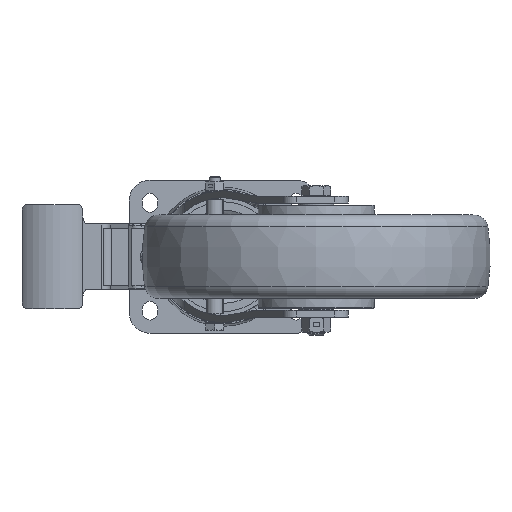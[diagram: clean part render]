
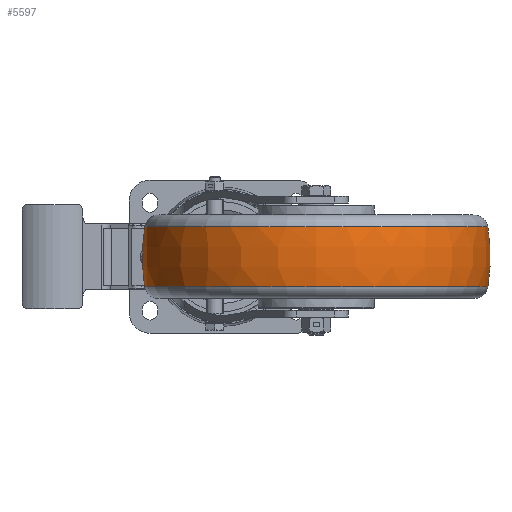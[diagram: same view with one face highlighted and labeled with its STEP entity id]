
A CAD part, front view. The second image highlights one B-rep face of the part: STEP entity #5597.
In plain terms, the highlighted toroidal (fillet/blend) face has major radius 15 mm and minor radius 140 mm.
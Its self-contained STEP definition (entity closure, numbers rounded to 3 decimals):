
#892 = TOROIDAL_SURFACE ( 'NONE', #15480, -15., 140. ) ;
#1348 = CIRCLE ( 'NONE', #32171, 140. ) ;
#1432 = VERTEX_POINT ( 'NONE', #20184 ) ;
#1726 = DIRECTION ( 'NONE',  ( 0., 0., -1. ) ) ;
#1930 = EDGE_LOOP ( 'NONE', ( #13317, #15375, #23481, #10360 ) ) ;
#1999 = AXIS2_PLACEMENT_3D ( 'NONE', #34927, #18334, #1726 ) ;
#2409 = CIRCLE ( 'NONE', #15470, 123.393 ) ;
#2834 = DIRECTION ( 'NONE',  ( 0., 0., 1. ) ) ;
#5275 = CARTESIAN_POINT ( 'NONE',  ( 67., -172., -0.329 ) ) ;
#5386 = DIRECTION ( 'NONE',  ( 1., 0., 0. ) ) ;
#5597 = ADVANCED_FACE ( 'NONE', ( #10832 ), #892, .T. ) ;
#7529 = DIRECTION ( 'NONE',  ( 0., 0., 1. ) ) ;
#10108 = EDGE_CURVE ( 'NONE', #32789, #31864, #1348, .T. ) ;
#10360 = ORIENTED_EDGE ( 'NONE', *, *, #18094, .F. ) ;
#10655 = DIRECTION ( 'NONE',  ( 0., 1., 0. ) ) ;
#10832 = FACE_OUTER_BOUND ( 'NONE', #1930, .T. ) ;
#13317 = ORIENTED_EDGE ( 'NONE', *, *, #10108, .F. ) ;
#13880 = AXIS2_PLACEMENT_3D ( 'NONE', #24161, #7529, #26961 ) ;
#15375 = ORIENTED_EDGE ( 'NONE', *, *, #33273, .T. ) ;
#15470 = AXIS2_PLACEMENT_3D ( 'NONE', #19464, #2834, #22228 ) ;
#15480 = AXIS2_PLACEMENT_3D ( 'NONE', #5275, #21987, #5386 ) ;
#16027 = CARTESIAN_POINT ( 'NONE',  ( 190.393, -172., -21.483 ) ) ;
#16854 = CARTESIAN_POINT ( 'NONE',  ( -56.393, -172., -21.483 ) ) ;
#18094 = EDGE_CURVE ( 'NONE', #31864, #1432, #27014, .T. ) ;
#18334 = DIRECTION ( 'NONE',  ( 0., -1., 0. ) ) ;
#18991 = VERTEX_POINT ( 'NONE', #16027 ) ;
#19464 = CARTESIAN_POINT ( 'NONE',  ( 67., -172., -21.483 ) ) ;
#20184 = CARTESIAN_POINT ( 'NONE',  ( 190.292, -172., 21.475 ) ) ;
#21987 = DIRECTION ( 'NONE',  ( 0., 0., 1. ) ) ;
#22228 = DIRECTION ( 'NONE',  ( 1., 0., 0. ) ) ;
#23481 = ORIENTED_EDGE ( 'NONE', *, *, #25807, .T. ) ;
#23919 = CIRCLE ( 'NONE', #1999, 140. ) ;
#24161 = CARTESIAN_POINT ( 'NONE',  ( 67., -172., 21.475 ) ) ;
#25807 = EDGE_CURVE ( 'NONE', #18991, #1432, #23919, .T. ) ;
#26961 = DIRECTION ( 'NONE',  ( 1., 0., 0. ) ) ;
#27014 = CIRCLE ( 'NONE', #13880, 123.292 ) ;
#27290 = CARTESIAN_POINT ( 'NONE',  ( 82., -172., -0.329 ) ) ;
#30069 = DIRECTION ( 'NONE',  ( -1., 0., 0. ) ) ;
#31864 = VERTEX_POINT ( 'NONE', #33850 ) ;
#32171 = AXIS2_PLACEMENT_3D ( 'NONE', #27290, #10655, #30069 ) ;
#32789 = VERTEX_POINT ( 'NONE', #16854 ) ;
#33273 = EDGE_CURVE ( 'NONE', #32789, #18991, #2409, .T. ) ;
#33850 = CARTESIAN_POINT ( 'NONE',  ( -56.292, -172., 21.475 ) ) ;
#34927 = CARTESIAN_POINT ( 'NONE',  ( 52., -172., -0.329 ) ) ;
